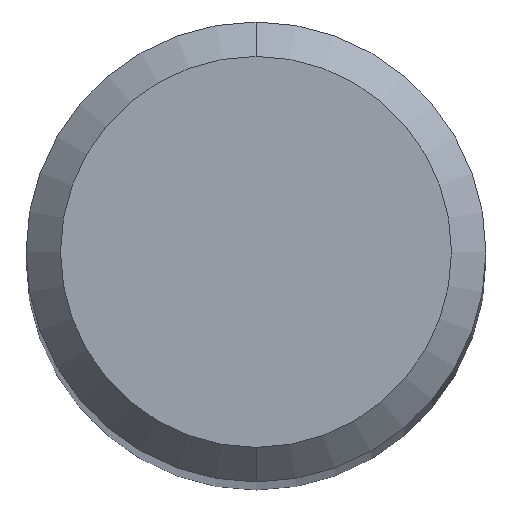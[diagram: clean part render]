
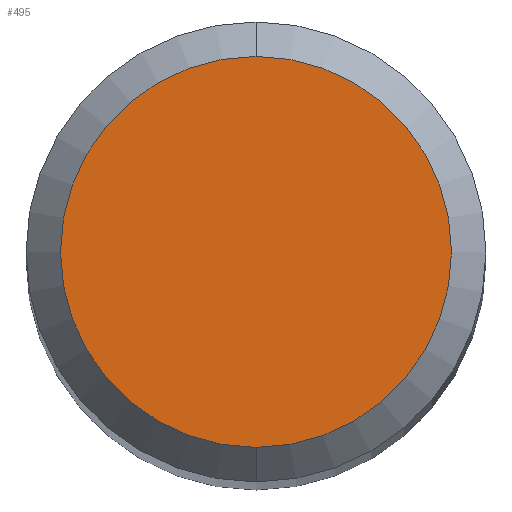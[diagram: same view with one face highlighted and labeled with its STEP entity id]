
A CAD part, top view. The second image highlights one B-rep face of the part: STEP entity #495.
In plain terms, the highlighted planar face has unit normal (0, 0, 1).
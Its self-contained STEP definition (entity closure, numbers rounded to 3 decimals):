
#485=VERTEX_POINT('',#1246);
#495=ADVANCED_FACE('',(#1256),#1257,.T.);
#949=EDGE_CURVE('',#971,#485,#1752,.T.);
#971=VERTEX_POINT('',#1779);
#1093=EDGE_CURVE('',#485,#971,#1911,.T.);
#1246=CARTESIAN_POINT('',(0.0,1.7,0.0));
#1256=FACE_OUTER_BOUND('',#2268,.T.);
#1257=PLANE('',#2269);
#1752=CIRCLE('',#4222,1.7);
#1779=CARTESIAN_POINT('',(0.,-1.7,0.0));
#1911=CIRCLE('',#4843,1.7);
#2268=EDGE_LOOP('',(#5069,#5070));
#2269=AXIS2_PLACEMENT_3D('',#5071,#5072,#5073);
#4222=AXIS2_PLACEMENT_3D('',#5577,#5578,#5579);
#4843=AXIS2_PLACEMENT_3D('',#5755,#5756,#5757);
#5069=ORIENTED_EDGE('',*,*,#1093,.F.);
#5070=ORIENTED_EDGE('',*,*,#949,.F.);
#5071=CARTESIAN_POINT('',(0.0,0.85,0.0));
#5072=DIRECTION('',(-0.0,0.0,1.0));
#5073=DIRECTION('',(0.0,-1.0,0.0));
#5577=CARTESIAN_POINT('',(0.0,0.0,0.0));
#5578=DIRECTION('',(0.0,0.0,-1.0));
#5579=DIRECTION('',(0.0,1.0,0.0));
#5755=CARTESIAN_POINT('',(0.0,0.0,0.0));
#5756=DIRECTION('',(0.0,0.0,-1.0));
#5757=DIRECTION('',(0.0,1.0,0.0));
